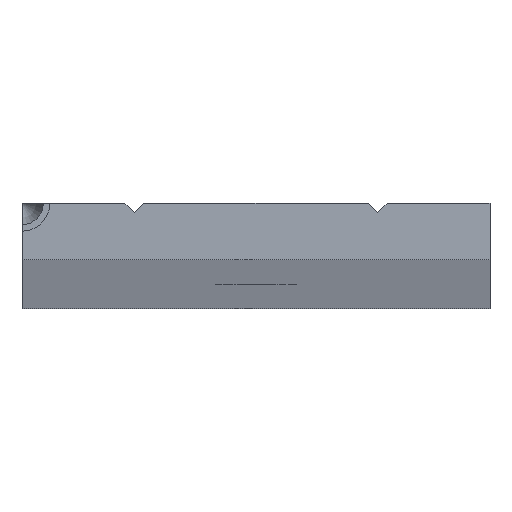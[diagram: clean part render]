
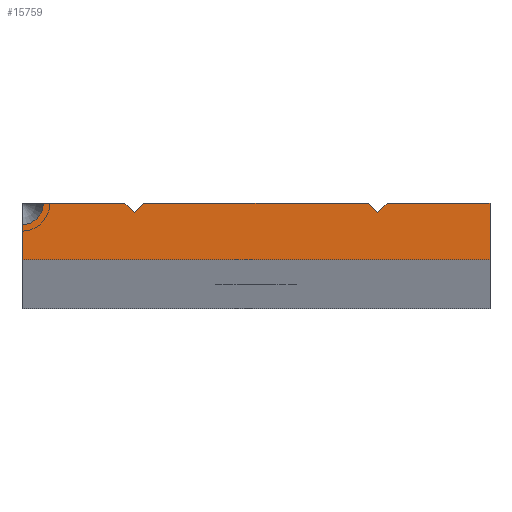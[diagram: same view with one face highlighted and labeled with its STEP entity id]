
A CAD part, top view. The second image highlights one B-rep face of the part: STEP entity #15759.
In plain terms, the highlighted planar face has unit normal (0, 0, 1).
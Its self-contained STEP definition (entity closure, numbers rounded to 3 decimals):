
#876 = EDGE_CURVE ( 'NONE', #1045, #17069, #12588, .T. ) ;
#1045 = VERTEX_POINT ( 'NONE', #11238 ) ;
#1305 = CARTESIAN_POINT ( 'NONE',  ( -14., 3., 1500. ) ) ;
#1384 = DIRECTION ( 'NONE',  ( 0., 1., 0. ) ) ;
#1495 = ORIENTED_EDGE ( 'NONE', *, *, #4658, .F. ) ;
#1855 = VECTOR ( 'NONE', #3095, 1000. ) ;
#1896 = CARTESIAN_POINT ( 'NONE',  ( 0., 0., 1500. ) ) ;
#1907 = VECTOR ( 'NONE', #9852, 1000. ) ;
#2241 = DIRECTION ( 'NONE',  ( -1., 0., 0. ) ) ;
#2259 = CARTESIAN_POINT ( 'NONE',  ( -25., -3., 1500. ) ) ;
#2312 = ORIENTED_EDGE ( 'NONE', *, *, #9192, .T. ) ;
#2412 = ORIENTED_EDGE ( 'NONE', *, *, #13024, .T. ) ;
#2580 = LINE ( 'NONE', #8950, #14798 ) ;
#2898 = VERTEX_POINT ( 'NONE', #16589 ) ;
#2921 = CARTESIAN_POINT ( 'NONE',  ( 13., 2., 1500. ) ) ;
#3012 = VECTOR ( 'NONE', #16676, 1000. ) ;
#3095 = DIRECTION ( 'NONE',  ( 0.707, -0.707, 0. ) ) ;
#3441 = EDGE_CURVE ( 'NONE', #11113, #13982, #7869, .T. ) ;
#3566 = CARTESIAN_POINT ( 'NONE',  ( -12., 3., 1500. ) ) ;
#3590 = FACE_OUTER_BOUND ( 'NONE', #14550, .T. ) ;
#3781 = PLANE ( 'NONE',  #8487 ) ;
#3891 = CARTESIAN_POINT ( 'NONE',  ( 13., 2., 1500. ) ) ;
#4025 = CARTESIAN_POINT ( 'NONE',  ( -22.702, 3., 1500. ) ) ;
#4441 = CARTESIAN_POINT ( 'NONE',  ( -13., 2., 1500. ) ) ;
#4473 = CARTESIAN_POINT ( 'NONE',  ( 14., 3., 1500. ) ) ;
#4658 = EDGE_CURVE ( 'NONE', #5847, #6854, #2580, .T. ) ;
#4665 = LINE ( 'NONE', #16124, #16685 ) ;
#4776 = ORIENTED_EDGE ( 'NONE', *, *, #6132, .F. ) ;
#5308 = ORIENTED_EDGE ( 'NONE', *, *, #7865, .F. ) ;
#5353 = VECTOR ( 'NONE', #5653, 1000. ) ;
#5378 = EDGE_CURVE ( 'NONE', #17069, #17308, #10768, .T. ) ;
#5436 = LINE ( 'NONE', #2921, #1855 ) ;
#5653 = DIRECTION ( 'NONE',  ( -1., 0., 0. ) ) ;
#5756 = EDGE_CURVE ( 'NONE', #17308, #6491, #4665, .T. ) ;
#5847 = VERTEX_POINT ( 'NONE', #4441 ) ;
#5985 = CIRCLE ( 'NONE', #11609, 2.298 ) ;
#6132 = EDGE_CURVE ( 'NONE', #11113, #5847, #6524, .T. ) ;
#6207 = DIRECTION ( 'NONE',  ( 0.707, 0.707, 0. ) ) ;
#6302 = EDGE_CURVE ( 'NONE', #6464, #2898, #9880, .T. ) ;
#6464 = VERTEX_POINT ( 'NONE', #3891 ) ;
#6491 = VERTEX_POINT ( 'NONE', #10690 ) ;
#6524 = LINE ( 'NONE', #1305, #7787 ) ;
#6854 = VERTEX_POINT ( 'NONE', #3566 ) ;
#7097 = VERTEX_POINT ( 'NONE', #10615 ) ;
#7103 = CARTESIAN_POINT ( 'NONE',  ( -25., 3., 1500. ) ) ;
#7225 = CARTESIAN_POINT ( 'NONE',  ( -25., 3., 1500. ) ) ;
#7709 = CARTESIAN_POINT ( 'NONE',  ( -25., 3., 1500. ) ) ;
#7787 = VECTOR ( 'NONE', #10478, 1000. ) ;
#7865 = EDGE_CURVE ( 'NONE', #7097, #6464, #5436, .T. ) ;
#7869 = LINE ( 'NONE', #7225, #5353 ) ;
#8014 = VECTOR ( 'NONE', #10776, 1000. ) ;
#8487 = AXIS2_PLACEMENT_3D ( 'NONE', #1896, #11295, #15364 ) ;
#8950 = CARTESIAN_POINT ( 'NONE',  ( -13., 2., 1500. ) ) ;
#8959 = VECTOR ( 'NONE', #16821, 1000. ) ;
#9192 = EDGE_CURVE ( 'NONE', #6491, #2898, #14048, .T. ) ;
#9232 = ORIENTED_EDGE ( 'NONE', *, *, #6302, .F. ) ;
#9562 = DIRECTION ( 'NONE',  ( -1., 0., 0. ) ) ;
#9570 = CARTESIAN_POINT ( 'NONE',  ( -25., -3., 1500. ) ) ;
#9852 = DIRECTION ( 'NONE',  ( 0.707, 0.707, 0. ) ) ;
#9880 = LINE ( 'NONE', #4473, #1907 ) ;
#10464 = VECTOR ( 'NONE', #2241, 1000. ) ;
#10478 = DIRECTION ( 'NONE',  ( 0.707, -0.707, 0. ) ) ;
#10492 = CARTESIAN_POINT ( 'NONE',  ( -14., 3., 1500. ) ) ;
#10615 = CARTESIAN_POINT ( 'NONE',  ( 12., 3., 1500. ) ) ;
#10690 = CARTESIAN_POINT ( 'NONE',  ( 25., 3., 1500. ) ) ;
#10768 = LINE ( 'NONE', #12075, #8014 ) ;
#10776 = DIRECTION ( 'NONE',  ( 1., 0., 0. ) ) ;
#11010 = CARTESIAN_POINT ( 'NONE',  ( -25., 3., 1500. ) ) ;
#11113 = VERTEX_POINT ( 'NONE', #10492 ) ;
#11238 = CARTESIAN_POINT ( 'NONE',  ( -25., 0.702, 1500. ) ) ;
#11295 = DIRECTION ( 'NONE',  ( 0., 0., -1. ) ) ;
#11609 = AXIS2_PLACEMENT_3D ( 'NONE', #11010, #15800, #9562 ) ;
#11648 = LINE ( 'NONE', #7103, #3012 ) ;
#12075 = CARTESIAN_POINT ( 'NONE',  ( -25., -3., 1500. ) ) ;
#12177 = EDGE_CURVE ( 'NONE', #1045, #13982, #5985, .T. ) ;
#12588 = LINE ( 'NONE', #2259, #8959 ) ;
#13024 = EDGE_CURVE ( 'NONE', #7097, #6854, #11648, .T. ) ;
#13982 = VERTEX_POINT ( 'NONE', #4025 ) ;
#14048 = LINE ( 'NONE', #7709, #10464 ) ;
#14550 = EDGE_LOOP ( 'NONE', ( #2412, #1495, #4776, #16400, #16929, #16243, #15091, #17354, #2312, #9232, #5308 ) ) ;
#14798 = VECTOR ( 'NONE', #6207, 1000. ) ;
#15091 = ORIENTED_EDGE ( 'NONE', *, *, #5378, .T. ) ;
#15364 = DIRECTION ( 'NONE',  ( -1., 0., 0. ) ) ;
#15759 = ADVANCED_FACE ( 'NONE', ( #3590 ), #3781, .F. ) ;
#15800 = DIRECTION ( 'NONE',  ( 0., 0., 1. ) ) ;
#16124 = CARTESIAN_POINT ( 'NONE',  ( 25., -3., 1500. ) ) ;
#16243 = ORIENTED_EDGE ( 'NONE', *, *, #876, .T. ) ;
#16400 = ORIENTED_EDGE ( 'NONE', *, *, #3441, .T. ) ;
#16589 = CARTESIAN_POINT ( 'NONE',  ( 14., 3., 1500. ) ) ;
#16676 = DIRECTION ( 'NONE',  ( -1., 0., 0. ) ) ;
#16685 = VECTOR ( 'NONE', #1384, 1000. ) ;
#16821 = DIRECTION ( 'NONE',  ( 0., -1., 0. ) ) ;
#16856 = CARTESIAN_POINT ( 'NONE',  ( 25., -3., 1500. ) ) ;
#16929 = ORIENTED_EDGE ( 'NONE', *, *, #12177, .F. ) ;
#17069 = VERTEX_POINT ( 'NONE', #9570 ) ;
#17308 = VERTEX_POINT ( 'NONE', #16856 ) ;
#17354 = ORIENTED_EDGE ( 'NONE', *, *, #5756, .T. ) ;
